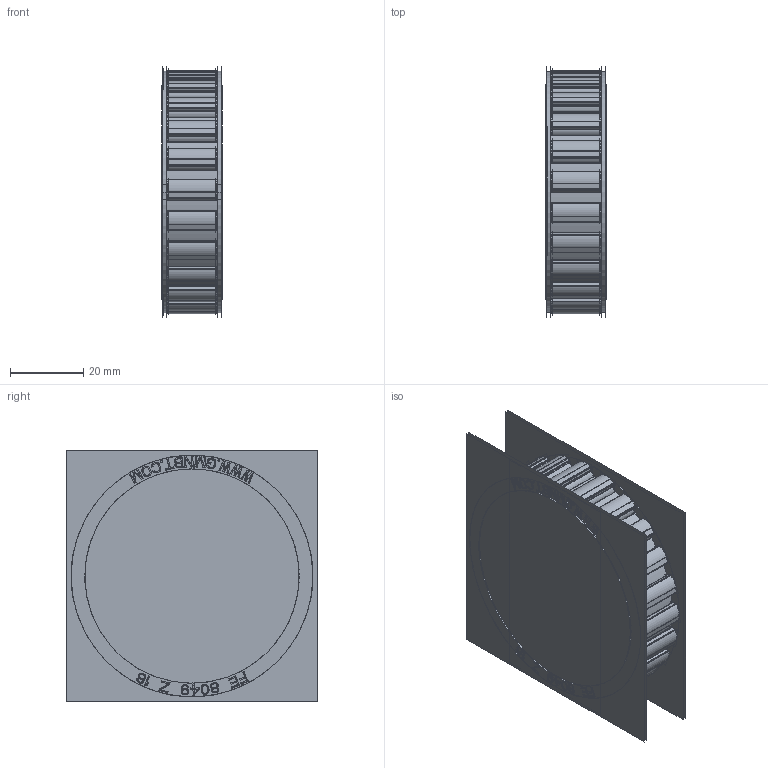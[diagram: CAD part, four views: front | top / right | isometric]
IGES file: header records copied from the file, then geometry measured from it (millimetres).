
Start section:  PTC IGES file: fe8049z16.igs
Global section: file name: fe8049z16.igs; native system: Creo Parametric by Parametric Technology Corporation; preprocessor: 2013150; author: sales 4; organization: Unknown; date: 20140324.142549; units: millimetre
Bounding box: 16.64 x 68.83 x 68.84 mm (x, y, z)
Volume: 12731.1 mm3; surface area: 178828.4 mm2
Topology: 24 solids, 24 shells, 2452 faces, 12672 edges, 15760 vertices
Faces by surface type: bspline 1704, revolution 748
